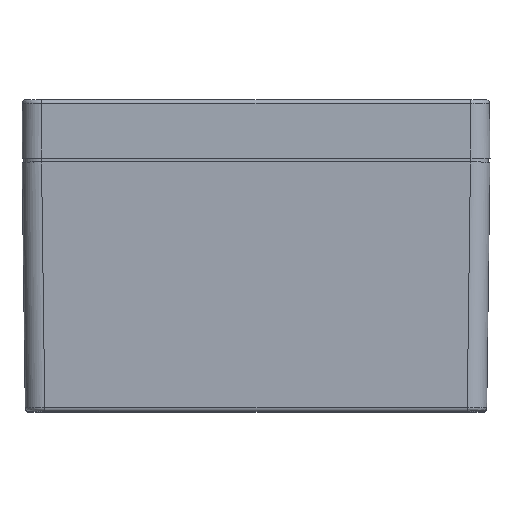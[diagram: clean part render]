
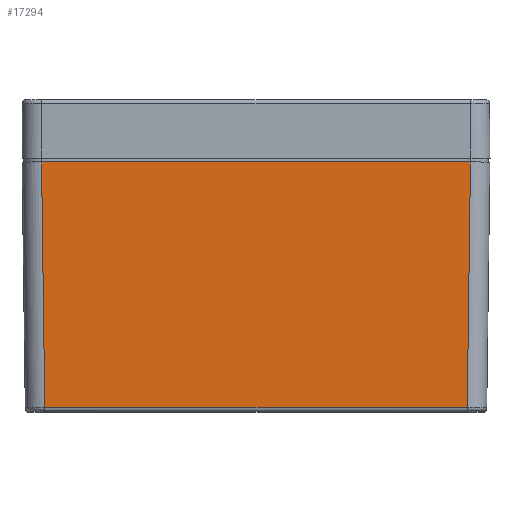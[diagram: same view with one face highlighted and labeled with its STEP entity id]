
A CAD part, top view. The second image highlights one B-rep face of the part: STEP entity #17294.
In plain terms, the highlighted planar face has unit normal (0, -0.013, 1).
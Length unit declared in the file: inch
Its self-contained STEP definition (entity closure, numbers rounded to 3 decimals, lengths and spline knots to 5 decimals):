
#2918 = VERTEX_POINT ( 'NONE', #23041 ) ;
#5072 = FACE_OUTER_BOUND ( 'NONE', #44907, .T. ) ;
#5326 = ORIENTED_EDGE ( 'NONE', *, *, #31190, .F. ) ;
#8720 = EDGE_CURVE ( 'NONE', #37592, #17020, #29286, .T. ) ;
#11941 = VECTOR ( 'NONE', #31698, 39.37008 ) ;
#13621 = CARTESIAN_POINT ( 'NONE',  ( -0.50095, 0., 4.24698 ) ) ;
#14720 = ORIENTED_EDGE ( 'NONE', *, *, #23234, .F. ) ;
#17020 = VERTEX_POINT ( 'NONE', #52399 ) ;
#17152 = DIRECTION ( 'NONE',  ( -0.013, -1., -0.013 ) ) ;
#17294 = ADVANCED_FACE ( 'NONE', ( #5072 ), #25416, .T. ) ;
#18722 = VECTOR ( 'NONE', #49578, 39.37008 ) ;
#22214 = CARTESIAN_POINT ( 'NONE',  ( 3.99364, -2.5202, 4.21399 ) ) ;
#23041 = CARTESIAN_POINT ( 'NONE',  ( -0.27112, -2.5202, 4.21399 ) ) ;
#23169 = ORIENTED_EDGE ( 'NONE', *, *, #8720, .T. ) ;
#23234 = EDGE_CURVE ( 'NONE', #37592, #47178, #41999, .T. ) ;
#24125 = AXIS2_PLACEMENT_3D ( 'NONE', #13621, #41699, #38744 ) ;
#25244 = VECTOR ( 'NONE', #17152, 39.37008 ) ;
#25416 = PLANE ( 'NONE',  #24125 ) ;
#27162 = ORIENTED_EDGE ( 'NONE', *, *, #29804, .F. ) ;
#29286 = LINE ( 'NONE', #40779, #18722 ) ;
#29804 = EDGE_CURVE ( 'NONE', #2918, #17020, #35945, .T. ) ;
#31118 = LINE ( 'NONE', #31386, #47828 ) ;
#31190 = EDGE_CURVE ( 'NONE', #47178, #2918, #31118, .T. ) ;
#31386 = CARTESIAN_POINT ( 'NONE',  ( 0.68016, -2.5202, 4.21399 ) ) ;
#31698 = DIRECTION ( 'NONE',  ( -0.013, 1., 0.013 ) ) ;
#35945 = LINE ( 'NONE', #52249, #11941 ) ;
#37592 = VERTEX_POINT ( 'NONE', #43059 ) ;
#38744 = DIRECTION ( 'NONE',  ( 0., -1., -0.013 ) ) ;
#40779 = CARTESIAN_POINT ( 'NONE',  ( -0.50095, -0.03937, 4.24647 ) ) ;
#41699 = DIRECTION ( 'NONE',  ( 0., -0.013, 1. ) ) ;
#41999 = LINE ( 'NONE', #46268, #25244 ) ;
#43059 = CARTESIAN_POINT ( 'NONE',  ( 4.02612, -0.03937, 4.24647 ) ) ;
#43644 = DIRECTION ( 'NONE',  ( -1., 0., 0. ) ) ;
#44907 = EDGE_LOOP ( 'NONE', ( #5326, #14720, #23169, #27162 ) ) ;
#46268 = CARTESIAN_POINT ( 'NONE',  ( 4.02626, -0.02834, 4.24661 ) ) ;
#47178 = VERTEX_POINT ( 'NONE', #22214 ) ;
#47828 = VECTOR ( 'NONE', #43644, 39.37008 ) ;
#49578 = DIRECTION ( 'NONE',  ( -1., 0., 0. ) ) ;
#52249 = CARTESIAN_POINT ( 'NONE',  ( -0.30374, -0.02834, 4.24661 ) ) ;
#52399 = CARTESIAN_POINT ( 'NONE',  ( -0.3036, -0.03937, 4.24647 ) ) ;
